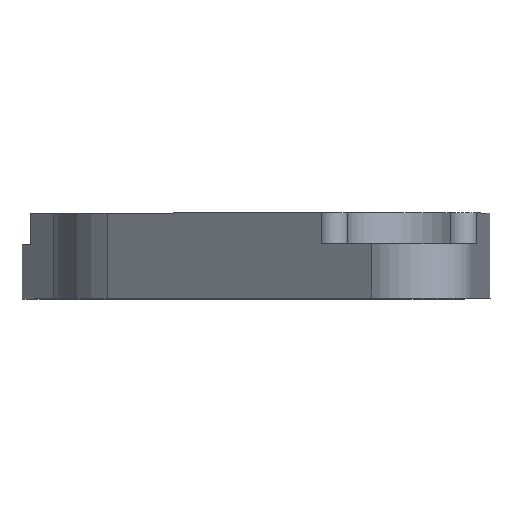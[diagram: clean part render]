
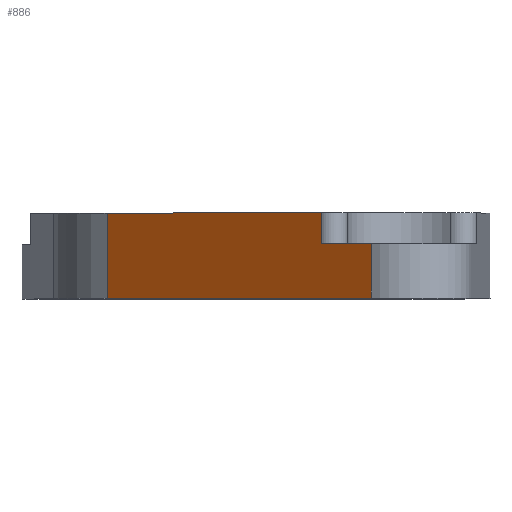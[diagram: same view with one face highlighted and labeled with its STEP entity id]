
A CAD part, top view. The second image highlights one B-rep face of the part: STEP entity #886.
In plain terms, the highlighted planar face has unit normal (-0.646, 0, 0.763).
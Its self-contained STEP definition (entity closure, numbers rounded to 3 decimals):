
#38=PLANE('',#994);
#76=FACE_OUTER_BOUND('',#128,.T.);
#128=EDGE_LOOP('',(#717,#718,#719,#720,#721,#722));
#169=LINE('',#1367,#236);
#204=LINE('',#1504,#271);
#205=LINE('',#1508,#272);
#206=LINE('',#1510,#273);
#207=LINE('',#1512,#274);
#208=LINE('',#1513,#275);
#236=VECTOR('',#1077,10.);
#271=VECTOR('',#1226,10.);
#272=VECTOR('',#1231,10.);
#273=VECTOR('',#1232,10.);
#274=VECTOR('',#1233,10.);
#275=VECTOR('',#1234,10.);
#373=VERTEX_POINT('',#1364);
#374=VERTEX_POINT('',#1366);
#419=VERTEX_POINT('',#1503);
#420=VERTEX_POINT('',#1507);
#421=VERTEX_POINT('',#1509);
#422=VERTEX_POINT('',#1511);
#463=EDGE_CURVE('',#373,#374,#169,.T.);
#532=EDGE_CURVE('',#374,#419,#204,.T.);
#534=EDGE_CURVE('',#420,#419,#205,.T.);
#535=EDGE_CURVE('',#421,#373,#206,.T.);
#536=EDGE_CURVE('',#422,#421,#207,.T.);
#537=EDGE_CURVE('',#420,#422,#208,.T.);
#717=ORIENTED_EDGE('',*,*,#534,.T.);
#718=ORIENTED_EDGE('',*,*,#532,.F.);
#719=ORIENTED_EDGE('',*,*,#463,.F.);
#720=ORIENTED_EDGE('',*,*,#535,.F.);
#721=ORIENTED_EDGE('',*,*,#536,.F.);
#722=ORIENTED_EDGE('',*,*,#537,.F.);
#886=ADVANCED_FACE('',(#76),#38,.T.);
#994=AXIS2_PLACEMENT_3D('',#1506,#1229,#1230);
#1077=DIRECTION('',(0.763,0.,0.646));
#1226=DIRECTION('',(0.,-1.,0.));
#1229=DIRECTION('center_axis',(-0.646,0.,
0.763));
#1230=DIRECTION('ref_axis',(-0.763,0.,-0.646));
#1231=DIRECTION('',(-0.763,0.,-0.646));
#1232=DIRECTION('',(0.,1.,0.));
#1233=DIRECTION('',(-0.763,0.,-0.646));
#1234=DIRECTION('',(0.,-1.,0.));
#1364=CARTESIAN_POINT('',(116.836,208.203,117.33));
#1366=CARTESIAN_POINT('',(130.663,208.203,129.035));
#1367=CARTESIAN_POINT('',(113.867,208.203,114.818));
#1503=CARTESIAN_POINT('',(130.663,206.203,129.035));
#1504=CARTESIAN_POINT('',(130.663,208.203,129.035));
#1506=CARTESIAN_POINT('Origin',(133.864,208.203,131.744));
#1507=CARTESIAN_POINT('',(133.864,206.203,131.744));
#1508=CARTESIAN_POINT('',(124.734,206.203,124.016));
#1509=CARTESIAN_POINT('',(116.836,202.703,117.33));
#1510=CARTESIAN_POINT('',(116.836,208.203,117.33));
#1511=CARTESIAN_POINT('',(133.864,202.703,131.744));
#1512=CARTESIAN_POINT('',(113.867,202.703,114.818));
#1513=CARTESIAN_POINT('',(133.864,208.203,131.744));
